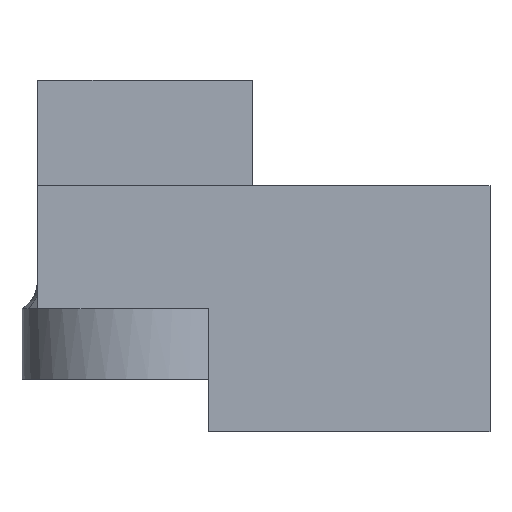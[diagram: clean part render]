
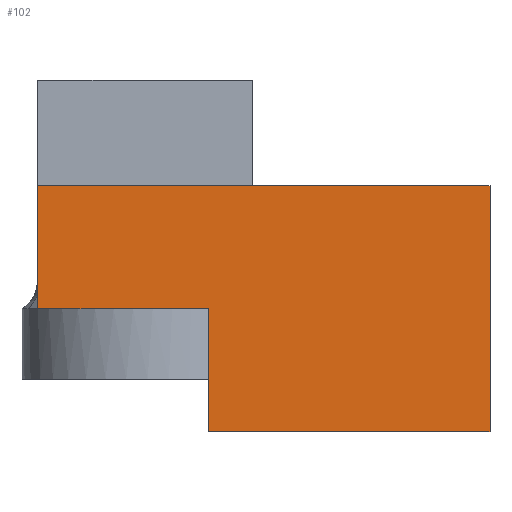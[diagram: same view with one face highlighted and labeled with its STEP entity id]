
A CAD part, front view. The second image highlights one B-rep face of the part: STEP entity #102.
In plain terms, the highlighted planar face has unit normal (0, -1, 0).
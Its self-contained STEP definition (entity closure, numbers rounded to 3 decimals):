
#14 = VECTOR ( 'NONE', #491, 1000. ) ;
#20 = ORIENTED_EDGE ( 'NONE', *, *, #1134, .F. ) ;
#41 = LINE ( 'NONE', #151, #460 ) ;
#102 = ADVANCED_FACE ( 'NONE', ( #650 ), #756, .F. ) ;
#106 = CARTESIAN_POINT ( 'NONE',  ( -8.85, -4., 5.5 ) ) ;
#128 = ORIENTED_EDGE ( 'NONE', *, *, #939, .F. ) ;
#151 = CARTESIAN_POINT ( 'NONE',  ( 0., -4., 3.5 ) ) ;
#186 = VECTOR ( 'NONE', #452, 1000. ) ;
#192 = EDGE_LOOP ( 'NONE', ( #20, #824, #742, #128, #1120, #370 ) ) ;
#218 = VERTEX_POINT ( 'NONE', #653 ) ;
#234 = CARTESIAN_POINT ( 'NONE',  ( 4., -4., 7. ) ) ;
#241 = LINE ( 'NONE', #1157, #186 ) ;
#261 = DIRECTION ( 'NONE',  ( 0., 1., 0. ) ) ;
#277 = VERTEX_POINT ( 'NONE', #234 ) ;
#281 = LINE ( 'NONE', #1264, #14 ) ;
#296 = VECTOR ( 'NONE', #490, 1000. ) ;
#329 = VECTOR ( 'NONE', #544, 1000. ) ;
#340 = EDGE_CURVE ( 'NONE', #495, #930, #241, .T. ) ;
#370 = ORIENTED_EDGE ( 'NONE', *, *, #1002, .F. ) ;
#432 = LINE ( 'NONE', #106, #884 ) ;
#438 = EDGE_CURVE ( 'NONE', #930, #1194, #976, .T. ) ;
#448 = CARTESIAN_POINT ( 'NONE',  ( -8.85, -4., 3.5 ) ) ;
#452 = DIRECTION ( 'NONE',  ( 0., 0., -1. ) ) ;
#460 = VECTOR ( 'NONE', #572, 1000. ) ;
#490 = DIRECTION ( 'NONE',  ( 1., 0., 0. ) ) ;
#491 = DIRECTION ( 'NONE',  ( 0., 0., -1. ) ) ;
#495 = VERTEX_POINT ( 'NONE', #592 ) ;
#544 = DIRECTION ( 'NONE',  ( 1., 0., 0. ) ) ;
#572 = DIRECTION ( 'NONE',  ( -1., 0., 0. ) ) ;
#592 = CARTESIAN_POINT ( 'NONE',  ( -4., -4., 3.5 ) ) ;
#650 = FACE_OUTER_BOUND ( 'NONE', #192, .T. ) ;
#653 = CARTESIAN_POINT ( 'NONE',  ( -8.85, -4., 7. ) ) ;
#693 = AXIS2_PLACEMENT_3D ( 'NONE', #1160, #261, #957 ) ;
#718 = DIRECTION ( 'NONE',  ( 0., 0., 1. ) ) ;
#725 = EDGE_CURVE ( 'NONE', #218, #277, #1241, .T. ) ;
#742 = ORIENTED_EDGE ( 'NONE', *, *, #438, .T. ) ;
#756 = PLANE ( 'NONE',  #693 ) ;
#824 = ORIENTED_EDGE ( 'NONE', *, *, #340, .T. ) ;
#884 = VECTOR ( 'NONE', #718, 1000. ) ;
#930 = VERTEX_POINT ( 'NONE', #1044 ) ;
#933 = CARTESIAN_POINT ( 'NONE',  ( -4., -4., 7. ) ) ;
#939 = EDGE_CURVE ( 'NONE', #277, #1194, #281, .T. ) ;
#957 = DIRECTION ( 'NONE',  ( 0., 0., 1. ) ) ;
#976 = LINE ( 'NONE', #984, #296 ) ;
#984 = CARTESIAN_POINT ( 'NONE',  ( -4., -4., 0. ) ) ;
#1002 = EDGE_CURVE ( 'NONE', #1139, #218, #432, .T. ) ;
#1044 = CARTESIAN_POINT ( 'NONE',  ( -4., -4., 0. ) ) ;
#1059 = CARTESIAN_POINT ( 'NONE',  ( 4., -4., 0. ) ) ;
#1120 = ORIENTED_EDGE ( 'NONE', *, *, #725, .F. ) ;
#1134 = EDGE_CURVE ( 'NONE', #495, #1139, #41, .T. ) ;
#1139 = VERTEX_POINT ( 'NONE', #448 ) ;
#1157 = CARTESIAN_POINT ( 'NONE',  ( -4., -4., 7. ) ) ;
#1160 = CARTESIAN_POINT ( 'NONE',  ( -4., -4., 7. ) ) ;
#1194 = VERTEX_POINT ( 'NONE', #1059 ) ;
#1241 = LINE ( 'NONE', #933, #329 ) ;
#1264 = CARTESIAN_POINT ( 'NONE',  ( 4., -4., 7. ) ) ;
